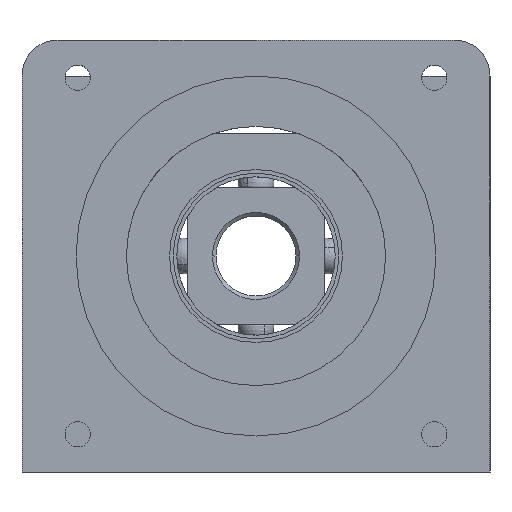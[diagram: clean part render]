
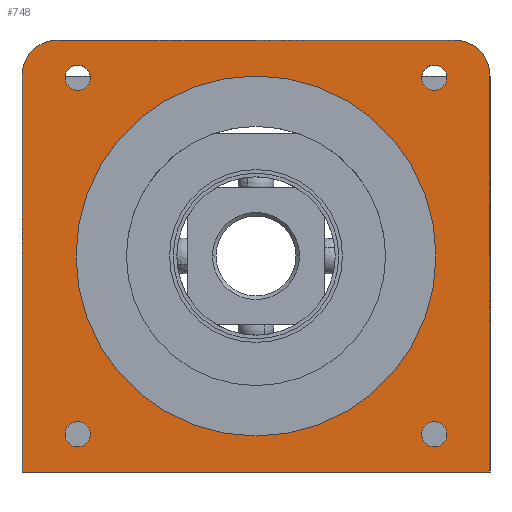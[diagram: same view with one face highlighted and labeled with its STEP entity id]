
A CAD part, left-side view. The second image highlights one B-rep face of the part: STEP entity #748.
In plain terms, the highlighted planar face has unit normal (-1, 0, 0).
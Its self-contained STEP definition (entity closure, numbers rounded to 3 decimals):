
#583=CARTESIAN_POINT('Vertex',(0.,22.999,-24.749)) ;
#586=CARTESIAN_POINT('Axis2P3D Location',(0.,24.749,-24.749)) ;
#590=CARTESIAN_POINT('Vertex',(0.,26.499,-24.749)) ;
#605=CARTESIAN_POINT('Axis2P3D Location',(0.,24.749,-24.749)) ;
#617=CARTESIAN_POINT('Axis2P3D Location',(0.,0.,0.)) ;
#622=CARTESIAN_POINT('Axis2P3D Location',(0.,-27.5,25.)) ;
#626=CARTESIAN_POINT('Vertex',(0.,-27.5,30.)) ;
#628=CARTESIAN_POINT('Vertex',(0.,-32.5,25.)) ;
#631=CARTESIAN_POINT('Line Origine',(0.,0.,30.)) ;
#635=CARTESIAN_POINT('Vertex',(0.,27.5,30.)) ;
#638=CARTESIAN_POINT('Axis2P3D Location',(0.,27.5,25.)) ;
#642=CARTESIAN_POINT('Vertex',(0.,32.5,25.)) ;
#645=CARTESIAN_POINT('Line Origine',(0.,32.5,-2.5)) ;
#649=CARTESIAN_POINT('Vertex',(0.,32.5,-30.)) ;
#652=CARTESIAN_POINT('Line Origine',(0.,0.,-30.)) ;
#656=CARTESIAN_POINT('Vertex',(0.,-32.5,-30.)) ;
#659=CARTESIAN_POINT('Line Origine',(0.,-32.5,-2.5)) ;
#672=CARTESIAN_POINT('Axis2P3D Location',(0.,0.,0.)) ;
#676=CARTESIAN_POINT('Vertex',(0.,25.,0.)) ;
#678=CARTESIAN_POINT('Vertex',(0.,-25.,0.)) ;
#681=CARTESIAN_POINT('Axis2P3D Location',(0.,0.,0.)) ;
#690=CARTESIAN_POINT('Axis2P3D Location',(0.,24.749,24.749)) ;
#694=CARTESIAN_POINT('Vertex',(0.,26.499,24.749)) ;
#696=CARTESIAN_POINT('Vertex',(0.,22.999,24.749)) ;
#699=CARTESIAN_POINT('Axis2P3D Location',(0.,24.749,24.749)) ;
#708=CARTESIAN_POINT('Axis2P3D Location',(0.,-24.749,24.749)) ;
#712=CARTESIAN_POINT('Vertex',(0.,-26.499,24.749)) ;
#714=CARTESIAN_POINT('Vertex',(0.,-22.999,24.749)) ;
#717=CARTESIAN_POINT('Axis2P3D Location',(0.,-24.749,24.749)) ;
#730=CARTESIAN_POINT('Axis2P3D Location',(0.,-24.749,-24.749)) ;
#734=CARTESIAN_POINT('Vertex',(0.,-26.499,-24.749)) ;
#736=CARTESIAN_POINT('Vertex',(0.,-22.999,-24.749)) ;
#739=CARTESIAN_POINT('Axis2P3D Location',(0.,-24.749,-24.749)) ;
#587=DIRECTION('Axis2P3D Direction',(1.,0.,0.)) ;
#606=DIRECTION('Axis2P3D Direction',(1.,0.,0.)) ;
#618=DIRECTION('Axis2P3D Direction',(1.,0.,0.)) ;
#619=DIRECTION('Axis2P3D XDirection',(0.,1.,0.)) ;
#623=DIRECTION('Axis2P3D Direction',(1.,0.,0.)) ;
#632=DIRECTION('Vector Direction',(0.,1.,0.)) ;
#639=DIRECTION('Axis2P3D Direction',(1.,0.,0.)) ;
#646=DIRECTION('Vector Direction',(0.,0.,1.)) ;
#653=DIRECTION('Vector Direction',(0.,-1.,0.)) ;
#660=DIRECTION('Vector Direction',(0.,0.,-1.)) ;
#673=DIRECTION('Axis2P3D Direction',(1.,0.,0.)) ;
#682=DIRECTION('Axis2P3D Direction',(1.,0.,0.)) ;
#691=DIRECTION('Axis2P3D Direction',(1.,0.,0.)) ;
#700=DIRECTION('Axis2P3D Direction',(1.,0.,0.)) ;
#709=DIRECTION('Axis2P3D Direction',(1.,0.,0.)) ;
#718=DIRECTION('Axis2P3D Direction',(1.,0.,0.)) ;
#731=DIRECTION('Axis2P3D Direction',(1.,0.,0.)) ;
#740=DIRECTION('Axis2P3D Direction',(1.,0.,0.)) ;
#588=AXIS2_PLACEMENT_3D('Circle Axis2P3D',#586,#587,$) ;
#607=AXIS2_PLACEMENT_3D('Circle Axis2P3D',#605,#606,$) ;
#620=AXIS2_PLACEMENT_3D('Plane Axis2P3D',#617,#618,#619) ;
#624=AXIS2_PLACEMENT_3D('Circle Axis2P3D',#622,#623,$) ;
#640=AXIS2_PLACEMENT_3D('Circle Axis2P3D',#638,#639,$) ;
#674=AXIS2_PLACEMENT_3D('Circle Axis2P3D',#672,#673,$) ;
#683=AXIS2_PLACEMENT_3D('Circle Axis2P3D',#681,#682,$) ;
#692=AXIS2_PLACEMENT_3D('Circle Axis2P3D',#690,#691,$) ;
#701=AXIS2_PLACEMENT_3D('Circle Axis2P3D',#699,#700,$) ;
#710=AXIS2_PLACEMENT_3D('Circle Axis2P3D',#708,#709,$) ;
#719=AXIS2_PLACEMENT_3D('Circle Axis2P3D',#717,#718,$) ;
#732=AXIS2_PLACEMENT_3D('Circle Axis2P3D',#730,#731,$) ;
#741=AXIS2_PLACEMENT_3D('Circle Axis2P3D',#739,#740,$) ;
#665=ORIENTED_EDGE('',*,*,#630,.F.) ;
#666=ORIENTED_EDGE('',*,*,#637,.F.) ;
#667=ORIENTED_EDGE('',*,*,#644,.F.) ;
#668=ORIENTED_EDGE('',*,*,#651,.F.) ;
#669=ORIENTED_EDGE('',*,*,#658,.F.) ;
#670=ORIENTED_EDGE('',*,*,#663,.F.) ;
#687=ORIENTED_EDGE('',*,*,#680,.F.) ;
#688=ORIENTED_EDGE('',*,*,#685,.F.) ;
#705=ORIENTED_EDGE('',*,*,#698,.T.) ;
#706=ORIENTED_EDGE('',*,*,#703,.T.) ;
#723=ORIENTED_EDGE('',*,*,#716,.T.) ;
#724=ORIENTED_EDGE('',*,*,#721,.T.) ;
#727=ORIENTED_EDGE('',*,*,#592,.T.) ;
#728=ORIENTED_EDGE('',*,*,#609,.T.) ;
#745=ORIENTED_EDGE('',*,*,#738,.T.) ;
#746=ORIENTED_EDGE('',*,*,#743,.T.) ;
#689=FACE_BOUND('',#686,.T.) ;
#707=FACE_BOUND('',#704,.T.) ;
#725=FACE_BOUND('',#722,.T.) ;
#729=FACE_BOUND('',#726,.T.) ;
#747=FACE_BOUND('',#744,.T.) ;
#633=VECTOR('Line Direction',#632,1.) ;
#647=VECTOR('Line Direction',#646,1.) ;
#654=VECTOR('Line Direction',#653,1.) ;
#661=VECTOR('Line Direction',#660,1.) ;
#748=ADVANCED_FACE('\X2\96F64EF651E04F554F53\X0\',(#671,#689,#707,#725,#729,#747),#621,.F.) ;
#589=CIRCLE('generated circle',#588,1.75) ;
#608=CIRCLE('generated circle',#607,1.75) ;
#625=CIRCLE('generated circle',#624,5.) ;
#641=CIRCLE('generated circle',#640,5.) ;
#675=CIRCLE('generated circle',#674,25.) ;
#684=CIRCLE('generated circle',#683,25.) ;
#693=CIRCLE('generated circle',#692,1.75) ;
#702=CIRCLE('generated circle',#701,1.75) ;
#711=CIRCLE('generated circle',#710,1.75) ;
#720=CIRCLE('generated circle',#719,1.75) ;
#733=CIRCLE('generated circle',#732,1.75) ;
#742=CIRCLE('generated circle',#741,1.75) ;
#592=EDGE_CURVE('',#591,#584,#589,.T.) ;
#609=EDGE_CURVE('',#584,#591,#608,.T.) ;
#630=EDGE_CURVE('',#627,#629,#625,.T.) ;
#637=EDGE_CURVE('',#636,#627,#634,.F.) ;
#644=EDGE_CURVE('',#643,#636,#641,.T.) ;
#651=EDGE_CURVE('',#650,#643,#648,.T.) ;
#658=EDGE_CURVE('',#657,#650,#655,.F.) ;
#663=EDGE_CURVE('',#629,#657,#662,.T.) ;
#680=EDGE_CURVE('',#677,#679,#675,.F.) ;
#685=EDGE_CURVE('',#679,#677,#684,.F.) ;
#698=EDGE_CURVE('',#695,#697,#693,.T.) ;
#703=EDGE_CURVE('',#697,#695,#702,.T.) ;
#716=EDGE_CURVE('',#713,#715,#711,.T.) ;
#721=EDGE_CURVE('',#715,#713,#720,.T.) ;
#738=EDGE_CURVE('',#735,#737,#733,.T.) ;
#743=EDGE_CURVE('',#737,#735,#742,.T.) ;
#664=EDGE_LOOP('',(#665,#666,#667,#668,#669,#670)) ;
#686=EDGE_LOOP('',(#687,#688)) ;
#704=EDGE_LOOP('',(#705,#706)) ;
#722=EDGE_LOOP('',(#723,#724)) ;
#726=EDGE_LOOP('',(#727,#728)) ;
#744=EDGE_LOOP('',(#745,#746)) ;
#671=FACE_OUTER_BOUND('',#664,.T.) ;
#634=LINE('Line',#631,#633) ;
#648=LINE('Line',#645,#647) ;
#655=LINE('Line',#652,#654) ;
#662=LINE('Line',#659,#661) ;
#621=PLANE('Plane',#620) ;
#584=VERTEX_POINT('',#583) ;
#591=VERTEX_POINT('',#590) ;
#627=VERTEX_POINT('',#626) ;
#629=VERTEX_POINT('',#628) ;
#636=VERTEX_POINT('',#635) ;
#643=VERTEX_POINT('',#642) ;
#650=VERTEX_POINT('',#649) ;
#657=VERTEX_POINT('',#656) ;
#677=VERTEX_POINT('',#676) ;
#679=VERTEX_POINT('',#678) ;
#695=VERTEX_POINT('',#694) ;
#697=VERTEX_POINT('',#696) ;
#713=VERTEX_POINT('',#712) ;
#715=VERTEX_POINT('',#714) ;
#735=VERTEX_POINT('',#734) ;
#737=VERTEX_POINT('',#736) ;
